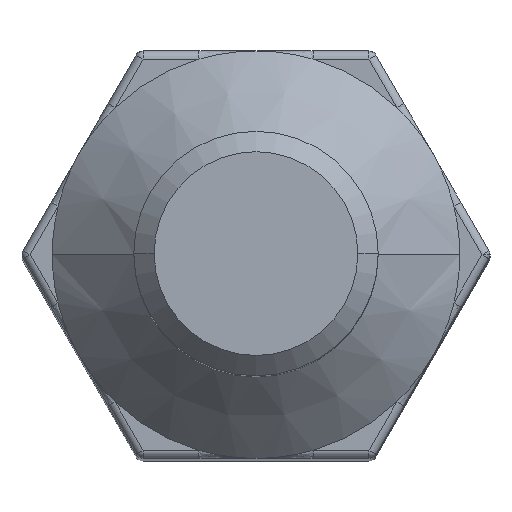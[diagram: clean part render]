
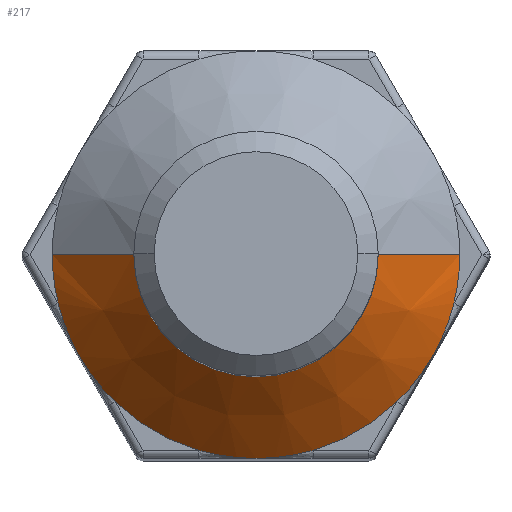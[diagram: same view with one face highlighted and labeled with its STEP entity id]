
A CAD part, top view. The second image highlights one B-rep face of the part: STEP entity #217.
In plain terms, the highlighted conical face has half-angle 45 degrees and reference radius 1.5 mm.
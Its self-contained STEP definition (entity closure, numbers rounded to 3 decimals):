
#8 = DIRECTION ( 'NONE',  ( 1., 0., 0. ) ) ;
#13 = DIRECTION ( 'NONE',  ( 0., 0., 1. ) ) ;
#30 = DIRECTION ( 'NONE',  ( 0., 0., 1. ) ) ;
#72 = CARTESIAN_POINT ( 'NONE',  ( 0., -2.5, 0. ) ) ;
#97 = EDGE_LOOP ( 'NONE', ( #1644, #1646, #1653, #1669, #1676, #1700, #1711, #1695, #1726, #1733, #1764, #1765, #1775 ) ) ;
#101 = EDGE_CURVE ( 'NONE', #979, #321, #1882, .T. ) ;
#106 = CARTESIAN_POINT ( 'NONE',  ( 0., 0., 0. ) ) ;
#115 = DIRECTION ( 'NONE',  ( 1., 0., 0. ) ) ;
#133 = CARTESIAN_POINT ( 'NONE',  ( 0., 0., 0. ) ) ;
#145 = DIRECTION ( 'NONE',  ( 1., 0., 0. ) ) ;
#217 = ADVANCED_FACE ( 'NONE', ( #1648 ), #1607, .T. ) ;
#219 = CARTESIAN_POINT ( 'NONE',  ( 0., 0., 0. ) ) ;
#235 = CIRCLE ( 'NONE', #2175, 2.5 ) ;
#244 = CARTESIAN_POINT ( 'NONE',  ( -1.5, 0., 1. ) ) ;
#256 = DIRECTION ( 'NONE',  ( 1., 0., 0. ) ) ;
#306 = VERTEX_POINT ( 'NONE', #539 ) ;
#312 = DIRECTION ( 'NONE',  ( 1., 0., 0. ) ) ;
#320 = DIRECTION ( 'NONE',  ( 0., 0., 1. ) ) ;
#321 = VERTEX_POINT ( 'NONE', #1771 ) ;
#325 = CARTESIAN_POINT ( 'NONE',  ( 0., 0., 0. ) ) ;
#333 = DIRECTION ( 'NONE',  ( 0., 0., -1. ) ) ;
#349 = CARTESIAN_POINT ( 'NONE',  ( -2.5, 0., 0. ) ) ;
#355 = DIRECTION ( 'NONE',  ( 1., 0., 0. ) ) ;
#359 = VERTEX_POINT ( 'NONE', #72 ) ;
#374 = DIRECTION ( 'NONE',  ( 0., 0., 1. ) ) ;
#412 = CARTESIAN_POINT ( 'NONE',  ( 1.728, -1.806, 0. ) ) ;
#447 = VERTEX_POINT ( 'NONE', #1915 ) ;
#467 = CARTESIAN_POINT ( 'NONE',  ( 1.5, 0., 1. ) ) ;
#474 = CIRCLE ( 'NONE', #1543, 2.5 ) ;
#476 = CARTESIAN_POINT ( 'NONE',  ( 0., 0., 1. ) ) ;
#490 = DIRECTION ( 'NONE',  ( -1., 0., 0. ) ) ;
#492 = AXIS2_PLACEMENT_3D ( 'NONE', #2015, #30, #2189 ) ;
#502 = CIRCLE ( 'NONE', #1641, 2.5 ) ;
#522 = CARTESIAN_POINT ( 'NONE',  ( -2.165, -1.25, 0. ) ) ;
#527 = CIRCLE ( 'NONE', #1632, 1.5 ) ;
#528 = VERTEX_POINT ( 'NONE', #991 ) ;
#539 = CARTESIAN_POINT ( 'NONE',  ( 2.5, 0., 0. ) ) ;
#594 = AXIS2_PLACEMENT_3D ( 'NONE', #861, #2160, #1057 ) ;
#608 = CIRCLE ( 'NONE', #594, 2.5 ) ;
#641 = VECTOR ( 'NONE', #2138, 1000. ) ;
#648 = LINE ( 'NONE', #1425, #641 ) ;
#664 = VERTEX_POINT ( 'NONE', #412 ) ;
#665 = CIRCLE ( 'NONE', #677, 2.5 ) ;
#677 = AXIS2_PLACEMENT_3D ( 'NONE', #2280, #1232, #145 ) ;
#755 = AXIS2_PLACEMENT_3D ( 'NONE', #106, #1382, #256 ) ;
#787 = VERTEX_POINT ( 'NONE', #244 ) ;
#805 = AXIS2_PLACEMENT_3D ( 'NONE', #1662, #1655, #1472 ) ;
#824 = AXIS2_PLACEMENT_3D ( 'NONE', #325, #320, #312 ) ;
#833 = CIRCLE ( 'NONE', #755, 2.5 ) ;
#861 = CARTESIAN_POINT ( 'NONE',  ( 0., 0., 0. ) ) ;
#867 = AXIS2_PLACEMENT_3D ( 'NONE', #133, #13, #8 ) ;
#911 = VERTEX_POINT ( 'NONE', #349 ) ;
#914 = CIRCLE ( 'NONE', #824, 2.5 ) ;
#921 = CARTESIAN_POINT ( 'NONE',  ( 0., 0., 1. ) ) ;
#966 = CIRCLE ( 'NONE', #805, 2.5 ) ;
#979 = VERTEX_POINT ( 'NONE', #522 ) ;
#984 = VERTEX_POINT ( 'NONE', #1535 ) ;
#991 = CARTESIAN_POINT ( 'NONE',  ( -2.428, -0.594, 0. ) ) ;
#1001 = CIRCLE ( 'NONE', #867, 2.5 ) ;
#1018 = AXIS2_PLACEMENT_3D ( 'NONE', #476, #333, #490 ) ;
#1057 = DIRECTION ( 'NONE',  ( 1., 0., 0. ) ) ;
#1074 = EDGE_CURVE ( 'NONE', #787, #911, #1171, .T. ) ;
#1115 = DIRECTION ( 'NONE',  ( -1., 0., 0. ) ) ;
#1171 = LINE ( 'NONE', #1689, #1174 ) ;
#1174 = VECTOR ( 'NONE', #2201, 1000. ) ;
#1191 = DIRECTION ( 'NONE',  ( 0., 0., 1. ) ) ;
#1232 = DIRECTION ( 'NONE',  ( 0., 0., 1. ) ) ;
#1269 = VERTEX_POINT ( 'NONE', #467 ) ;
#1273 = EDGE_CURVE ( 'NONE', #359, #984, #1001, .T. ) ;
#1345 = EDGE_CURVE ( 'NONE', #447, #2078, #966, .T. ) ;
#1382 = DIRECTION ( 'NONE',  ( 0., 0., 1. ) ) ;
#1399 = EDGE_CURVE ( 'NONE', #2078, #306, #914, .T. ) ;
#1425 = CARTESIAN_POINT ( 'NONE',  ( 1.5, 0., 1. ) ) ;
#1472 = DIRECTION ( 'NONE',  ( 1., 0., 0. ) ) ;
#1503 = EDGE_CURVE ( 'NONE', #321, #1979, #833, .T. ) ;
#1513 = DIRECTION ( 'NONE',  ( 0., 0., 1. ) ) ;
#1530 = CARTESIAN_POINT ( 'NONE',  ( 0., 0., 0. ) ) ;
#1535 = CARTESIAN_POINT ( 'NONE',  ( 0.7, -2.4, 0. ) ) ;
#1543 = AXIS2_PLACEMENT_3D ( 'NONE', #1530, #374, #1729 ) ;
#1607 = CONICAL_SURFACE ( 'NONE', #1018, 1.5, 0.785 ) ;
#1626 = EDGE_CURVE ( 'NONE', #528, #979, #665, .T. ) ;
#1632 = AXIS2_PLACEMENT_3D ( 'NONE', #921, #2204, #1115 ) ;
#1635 = EDGE_CURVE ( 'NONE', #1269, #306, #648, .T. ) ;
#1641 = AXIS2_PLACEMENT_3D ( 'NONE', #219, #1513, #355 ) ;
#1644 = ORIENTED_EDGE ( 'NONE', *, *, #1635, .F. ) ;
#1646 = ORIENTED_EDGE ( 'NONE', *, *, #1725, .T. ) ;
#1648 = FACE_OUTER_BOUND ( 'NONE', #97, .T. ) ;
#1653 = ORIENTED_EDGE ( 'NONE', *, *, #1074, .T. ) ;
#1655 = DIRECTION ( 'NONE',  ( 0., 0., 1. ) ) ;
#1662 = CARTESIAN_POINT ( 'NONE',  ( 0., 0., 0. ) ) ;
#1663 = EDGE_CURVE ( 'NONE', #911, #528, #608, .T. ) ;
#1669 = ORIENTED_EDGE ( 'NONE', *, *, #1663, .T. ) ;
#1676 = ORIENTED_EDGE ( 'NONE', *, *, #1626, .T. ) ;
#1689 = CARTESIAN_POINT ( 'NONE',  ( -1.5, 0., 1. ) ) ;
#1695 = ORIENTED_EDGE ( 'NONE', *, *, #1783, .T. ) ;
#1700 = ORIENTED_EDGE ( 'NONE', *, *, #101, .T. ) ;
#1711 = ORIENTED_EDGE ( 'NONE', *, *, #1503, .T. ) ;
#1725 = EDGE_CURVE ( 'NONE', #1269, #787, #527, .T. ) ;
#1726 = ORIENTED_EDGE ( 'NONE', *, *, #1273, .T. ) ;
#1729 = DIRECTION ( 'NONE',  ( 1., 0., 0. ) ) ;
#1733 = ORIENTED_EDGE ( 'NONE', *, *, #1951, .T. ) ;
#1752 = EDGE_CURVE ( 'NONE', #664, #447, #502, .T. ) ;
#1764 = ORIENTED_EDGE ( 'NONE', *, *, #1752, .T. ) ;
#1765 = ORIENTED_EDGE ( 'NONE', *, *, #1345, .T. ) ;
#1771 = CARTESIAN_POINT ( 'NONE',  ( -1.728, -1.806, 0. ) ) ;
#1773 = CARTESIAN_POINT ( 'NONE',  ( -0.7, -2.4, 0. ) ) ;
#1775 = ORIENTED_EDGE ( 'NONE', *, *, #1399, .T. ) ;
#1783 = EDGE_CURVE ( 'NONE', #1979, #359, #474, .T. ) ;
#1808 = CARTESIAN_POINT ( 'NONE',  ( 2.428, -0.594, 0. ) ) ;
#1882 = CIRCLE ( 'NONE', #492, 2.5 ) ;
#1915 = CARTESIAN_POINT ( 'NONE',  ( 2.165, -1.25, 0. ) ) ;
#1951 = EDGE_CURVE ( 'NONE', #984, #664, #235, .T. ) ;
#1979 = VERTEX_POINT ( 'NONE', #1773 ) ;
#2015 = CARTESIAN_POINT ( 'NONE',  ( 0., 0., 0. ) ) ;
#2078 = VERTEX_POINT ( 'NONE', #1808 ) ;
#2138 = DIRECTION ( 'NONE',  ( 0.707, 0., -0.707 ) ) ;
#2160 = DIRECTION ( 'NONE',  ( 0., 0., 1. ) ) ;
#2175 = AXIS2_PLACEMENT_3D ( 'NONE', #2251, #1191, #115 ) ;
#2189 = DIRECTION ( 'NONE',  ( 1., 0., 0. ) ) ;
#2201 = DIRECTION ( 'NONE',  ( -0.707, 0., -0.707 ) ) ;
#2204 = DIRECTION ( 'NONE',  ( 0., 0., -1. ) ) ;
#2251 = CARTESIAN_POINT ( 'NONE',  ( 0., 0., 0. ) ) ;
#2280 = CARTESIAN_POINT ( 'NONE',  ( 0., 0., 0. ) ) ;
